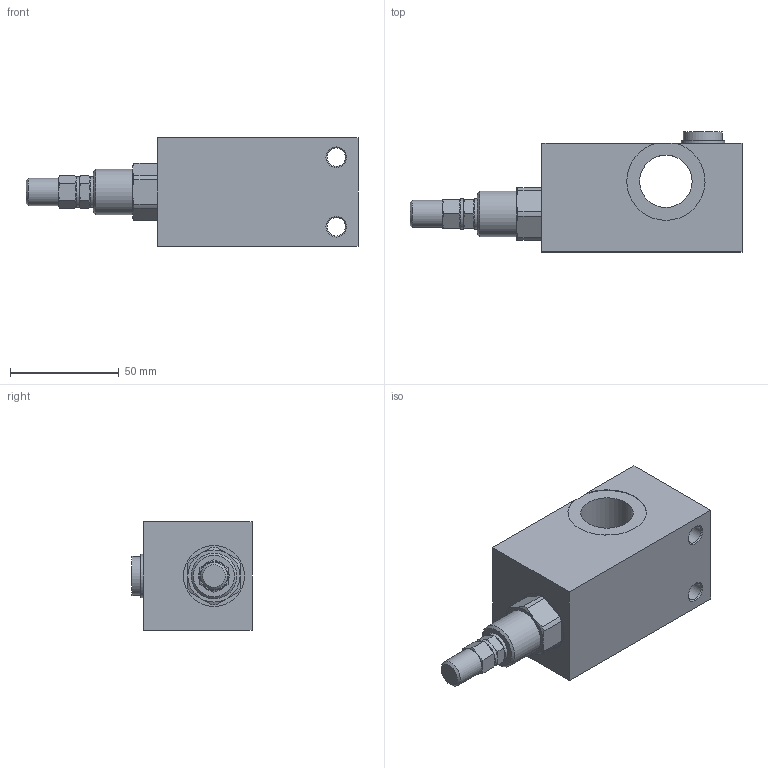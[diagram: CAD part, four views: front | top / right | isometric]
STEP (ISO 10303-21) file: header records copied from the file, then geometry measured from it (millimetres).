
FILE_DESCRIPTION(/* description */ ('Unknown'),/* implementation_level */ '2;1');
FILE_NAME(/* name */ 'V0720',/* time_stamp */ '2017-09-14T17:03:48+02:00',/* author */ ('Unknown'),/* organization */ ('Unknown'),/* preprocessor_version */ 'ST-DEVELOPER v16.7',/* originating_system */ 'DEX',/* authorisation */ $);
FILE_SCHEMA (('AUTOMOTIVE_DESIGN {1 0 10303 214 3 1 1}'));
Length unit declared in the file: millimetre
Products named in the file (1): V0720
Bounding box: 152.7 x 55.2 x 50 mm (x, y, z)
Volume: 192306.4 mm3; surface area: 38349.1 mm2
Topology: 1 solids, 2 shells, 112 faces, 261 edges, 168 vertices
Faces by surface type: plane 55, cylinder 29, cone 28
Full cylindrical faces by diameter (mm): 0.1 x1, 8.5 x2, 11.445 x1, 12.5 x1, 13.157 x1, 14 x5, 18 x1, 20 x1, 20.376 x1, 21 x1, 24.117 x2, 28 x1, 36 x1
Entity records: 4532 total; most frequent: CARTESIAN_POINT 1451, DIRECTION 470, ORIENTED_EDGE 430, EDGE_CURVE 215, AXIS2_PLACEMENT_3D 200, FACE_BOUND 168, EDGE_LOOP 167, VERTEX_POINT 153
